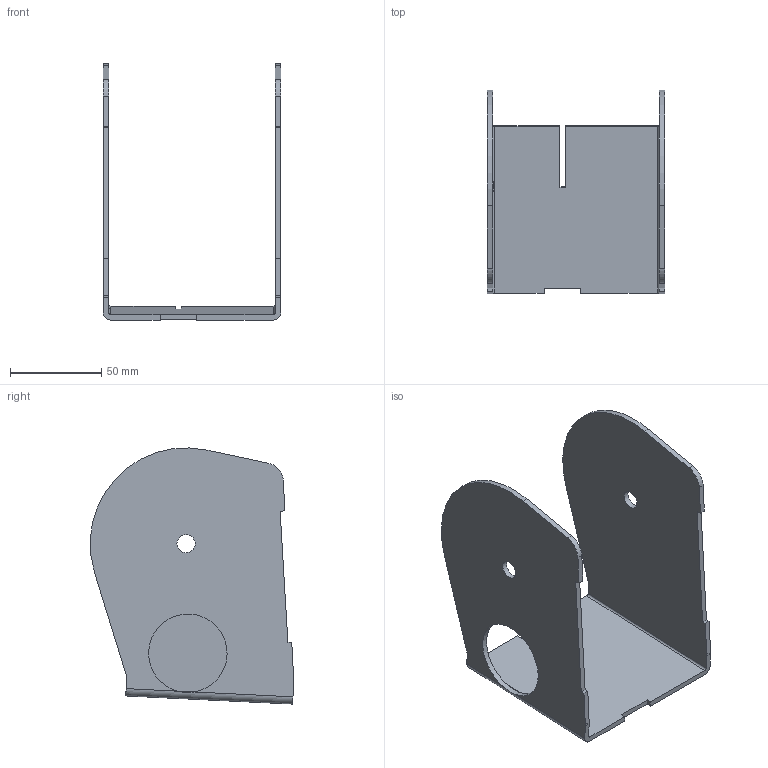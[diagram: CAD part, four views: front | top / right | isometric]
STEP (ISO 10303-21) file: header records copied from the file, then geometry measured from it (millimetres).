
FILE_DESCRIPTION(/* description */ (''),/* implementation_level */ '2;1');
FILE_NAME(/* name */ '20231011_patte_fixation.stp',/* time_stamp */ '2023-10-11T15:54:47+02:00',/* author */ (''),/* organization */ (''),/* preprocessor_version */ 'ST-DEVELOPER v18.102',/* originating_system */ 'SIEMENS PLM Software NX2206.8501',/* authorisation */ '');
FILE_SCHEMA (('AUTOMOTIVE_DESIGN { 1 0 10303 214 3 1 1 1 }'));
Length unit declared in the file: millimetre
Products named in the file (2): 10734689.001-cadre_alu_H55; 10752460.001-pieces_cadre_alu
Assembly tree (1 placements, depth 2):
  10752460.001-pieces_cadre_alu
    10734689.001-cadre_alu_H55
Bounding box: 97 x 111.43 x 140.3 mm (x, y, z)
Volume: 97420.3 mm3; surface area: 68423.8 mm2
Topology: 1 solids, 1 shells, 47 faces, 140 edges, 93 vertices
Faces by surface type: plane 30, cylinder 17
Full cylindrical faces by diameter (mm): 10 x2, 43 x1
Entity records: 1616 total; most frequent: CARTESIAN_POINT 287, ORIENTED_EDGE 272, DIRECTION 266, EDGE_CURVE 136, LINE 100, VECTOR 100, VERTEX_POINT 92, AXIS2_PLACEMENT_3D 83
